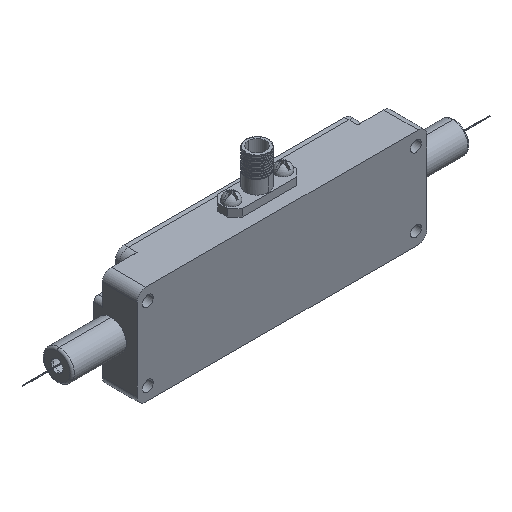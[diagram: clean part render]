
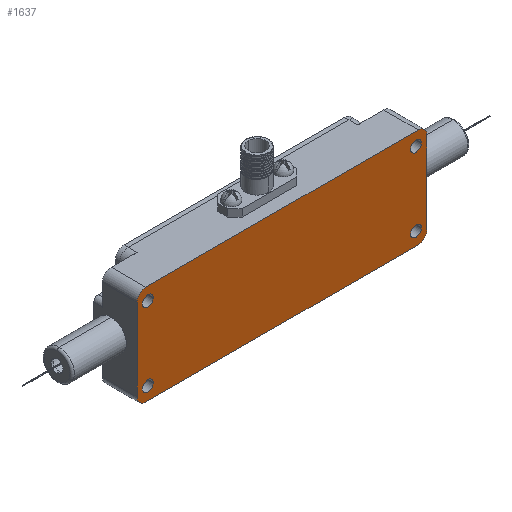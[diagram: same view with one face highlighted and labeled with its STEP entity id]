
A CAD part, isometric view. The second image highlights one B-rep face of the part: STEP entity #1637.
In plain terms, the highlighted planar face has unit normal (0, -1, 0).
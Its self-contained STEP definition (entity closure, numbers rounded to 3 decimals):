
#1=CARTESIAN_POINT('',(-31.,0.,-8.5));
#2=DIRECTION('',(0.,-1.,0.));
#3=DIRECTION('',(1.,0.,0.));
#4=AXIS2_PLACEMENT_3D('',#1,#2,#3);
#6=CARTESIAN_POINT('',(-31.,0.,-8.5));
#7=DIRECTION('',(0.,-1.,0.));
#8=DIRECTION('',(-1.,0.,0.));
#9=AXIS2_PLACEMENT_3D('',#6,#7,#8);
#11=CARTESIAN_POINT('',(31.,0.,-8.5));
#12=DIRECTION('',(0.,-1.,0.));
#13=DIRECTION('',(1.,0.,0.));
#14=AXIS2_PLACEMENT_3D('',#11,#12,#13);
#16=CARTESIAN_POINT('',(31.,0.,-8.5));
#17=DIRECTION('',(0.,-1.,0.));
#18=DIRECTION('',(-1.,0.,0.));
#19=AXIS2_PLACEMENT_3D('',#16,#17,#18);
#21=CARTESIAN_POINT('',(-31.,0.,8.5));
#22=DIRECTION('',(0.,-1.,0.));
#23=DIRECTION('',(1.,0.,0.));
#24=AXIS2_PLACEMENT_3D('',#21,#22,#23);
#26=CARTESIAN_POINT('',(-31.,0.,8.5));
#27=DIRECTION('',(0.,-1.,0.));
#28=DIRECTION('',(-1.,0.,0.));
#29=AXIS2_PLACEMENT_3D('',#26,#27,#28);
#31=CARTESIAN_POINT('',(31.,0.,8.5));
#32=DIRECTION('',(0.,-1.,0.));
#33=DIRECTION('',(1.,0.,0.));
#34=AXIS2_PLACEMENT_3D('',#31,#32,#33);
#36=CARTESIAN_POINT('',(31.,0.,8.5));
#37=DIRECTION('',(0.,-1.,0.));
#38=DIRECTION('',(-1.,0.,0.));
#39=AXIS2_PLACEMENT_3D('',#36,#37,#38);
#41=CARTESIAN_POINT('',(-31.5,0.,9.5));
#42=DIRECTION('',(0.,-1.,0.));
#43=DIRECTION('',(0.,0.,1.));
#44=AXIS2_PLACEMENT_3D('',#41,#42,#43);
#46=DIRECTION('',(1.,0.,0.));
#47=VECTOR('',#46,63.);
#48=CARTESIAN_POINT('',(-31.5,0.,11.5));
#49=LINE('',#48,#47);
#50=CARTESIAN_POINT('',(31.5,0.,9.5));
#51=DIRECTION('',(0.,-1.,0.));
#52=DIRECTION('',(1.,0.,0.));
#53=AXIS2_PLACEMENT_3D('',#50,#51,#52);
#55=DIRECTION('',(0.,0.,-1.));
#56=VECTOR('',#55,19.);
#57=CARTESIAN_POINT('',(33.5,0.,9.5));
#58=LINE('',#57,#56);
#59=CARTESIAN_POINT('',(31.5,0.,-9.5));
#60=DIRECTION('',(0.,-1.,0.));
#61=DIRECTION('',(0.,0.,-1.));
#62=AXIS2_PLACEMENT_3D('',#59,#60,#61);
#64=DIRECTION('',(-1.,0.,0.));
#65=VECTOR('',#64,63.);
#66=CARTESIAN_POINT('',(31.5,0.,-11.5));
#67=LINE('',#66,#65);
#68=CARTESIAN_POINT('',(-31.5,0.,-9.5));
#69=DIRECTION('',(0.,-1.,0.));
#70=DIRECTION('',(-1.,0.,0.));
#71=AXIS2_PLACEMENT_3D('',#68,#69,#70);
#73=DIRECTION('',(0.,0.,1.));
#74=VECTOR('',#73,19.);
#75=CARTESIAN_POINT('',(-33.5,0.,-9.5));
#76=LINE('',#75,#74);
#1224=CARTESIAN_POINT('',(-29.75,0.,-8.5));
#1225=CARTESIAN_POINT('',(-32.25,0.,-8.5));
#1226=VERTEX_POINT('',#1224);
#1227=VERTEX_POINT('',#1225);
#1228=CARTESIAN_POINT('',(32.25,0.,-8.5));
#1229=CARTESIAN_POINT('',(29.75,0.,-8.5));
#1230=VERTEX_POINT('',#1228);
#1231=VERTEX_POINT('',#1229);
#1232=CARTESIAN_POINT('',(-29.75,0.,8.5));
#1233=CARTESIAN_POINT('',(-32.25,0.,8.5));
#1234=VERTEX_POINT('',#1232);
#1235=VERTEX_POINT('',#1233);
#1236=CARTESIAN_POINT('',(32.25,0.,8.5));
#1237=CARTESIAN_POINT('',(29.75,0.,8.5));
#1238=VERTEX_POINT('',#1236);
#1239=VERTEX_POINT('',#1237);
#1340=CARTESIAN_POINT('',(-31.5,0.,11.5));
#1341=CARTESIAN_POINT('',(-33.5,0.,9.5));
#1342=VERTEX_POINT('',#1340);
#1343=VERTEX_POINT('',#1341);
#1348=CARTESIAN_POINT('',(-33.5,0.,-9.5));
#1349=CARTESIAN_POINT('',(-31.5,0.,-11.5));
#1350=VERTEX_POINT('',#1348);
#1351=VERTEX_POINT('',#1349);
#1356=CARTESIAN_POINT('',(31.5,0.,-11.5));
#1357=CARTESIAN_POINT('',(33.5,0.,-9.5));
#1358=VERTEX_POINT('',#1356);
#1359=VERTEX_POINT('',#1357);
#1364=CARTESIAN_POINT('',(33.5,0.,9.5));
#1365=CARTESIAN_POINT('',(31.5,0.,11.5));
#1366=VERTEX_POINT('',#1364);
#1367=VERTEX_POINT('',#1365);
#1590=CARTESIAN_POINT('',(0.,0.,0.));
#1591=DIRECTION('',(0.,1.,0.));
#1592=DIRECTION('',(1.,0.,0.));
#1593=AXIS2_PLACEMENT_3D('',#1590,#1591,#1592);
#1594=PLANE('',#1593);
#1596=ORIENTED_EDGE('',*,*,#1595,.F.);
#1598=ORIENTED_EDGE('',*,*,#1597,.T.);
#1600=ORIENTED_EDGE('',*,*,#1599,.F.);
#1602=ORIENTED_EDGE('',*,*,#1601,.T.);
#1604=ORIENTED_EDGE('',*,*,#1603,.F.);
#1606=ORIENTED_EDGE('',*,*,#1605,.T.);
#1608=ORIENTED_EDGE('',*,*,#1607,.F.);
#1610=ORIENTED_EDGE('',*,*,#1609,.T.);
#1611=EDGE_LOOP('',(#1596,#1598,#1600,#1602,#1604,#1606,#1608,#1610));
#1612=FACE_OUTER_BOUND('',#1611,.F.);
#1614=ORIENTED_EDGE('',*,*,#1613,.T.);
#1616=ORIENTED_EDGE('',*,*,#1615,.T.);
#1617=EDGE_LOOP('',(#1614,#1616));
#1618=FACE_BOUND('',#1617,.F.);
#1620=ORIENTED_EDGE('',*,*,#1619,.T.);
#1622=ORIENTED_EDGE('',*,*,#1621,.T.);
#1623=EDGE_LOOP('',(#1620,#1622));
#1624=FACE_BOUND('',#1623,.F.);
#1626=ORIENTED_EDGE('',*,*,#1625,.T.);
#1628=ORIENTED_EDGE('',*,*,#1627,.T.);
#1629=EDGE_LOOP('',(#1626,#1628));
#1630=FACE_BOUND('',#1629,.F.);
#1632=ORIENTED_EDGE('',*,*,#1631,.T.);
#1634=ORIENTED_EDGE('',*,*,#1633,.T.);
#1635=EDGE_LOOP('',(#1632,#1634));
#1636=FACE_BOUND('',#1635,.F.);
#1637=ADVANCED_FACE('',(#1612,#1618,#1624,#1630,#1636),#1594,.F.);
#5=CIRCLE('',#4,1.25);
#10=CIRCLE('',#9,1.25);
#15=CIRCLE('',#14,1.25);
#20=CIRCLE('',#19,1.25);
#25=CIRCLE('',#24,1.25);
#30=CIRCLE('',#29,1.25);
#35=CIRCLE('',#34,1.25);
#40=CIRCLE('',#39,1.25);
#45=CIRCLE('',#44,2.);
#54=CIRCLE('',#53,2.);
#63=CIRCLE('',#62,2.);
#72=CIRCLE('',#71,2.);
#1595=EDGE_CURVE('',#1342,#1343,#45,.T.);
#1597=EDGE_CURVE('',#1342,#1367,#49,.T.);
#1599=EDGE_CURVE('',#1366,#1367,#54,.T.);
#1601=EDGE_CURVE('',#1366,#1359,#58,.T.);
#1603=EDGE_CURVE('',#1358,#1359,#63,.T.);
#1605=EDGE_CURVE('',#1358,#1351,#67,.T.);
#1607=EDGE_CURVE('',#1350,#1351,#72,.T.);
#1609=EDGE_CURVE('',#1350,#1343,#76,.T.);
#1613=EDGE_CURVE('',#1226,#1227,#5,.T.);
#1615=EDGE_CURVE('',#1227,#1226,#10,.T.);
#1619=EDGE_CURVE('',#1230,#1231,#15,.T.);
#1621=EDGE_CURVE('',#1231,#1230,#20,.T.);
#1625=EDGE_CURVE('',#1234,#1235,#25,.T.);
#1627=EDGE_CURVE('',#1235,#1234,#30,.T.);
#1631=EDGE_CURVE('',#1238,#1239,#35,.T.);
#1633=EDGE_CURVE('',#1239,#1238,#40,.T.);
